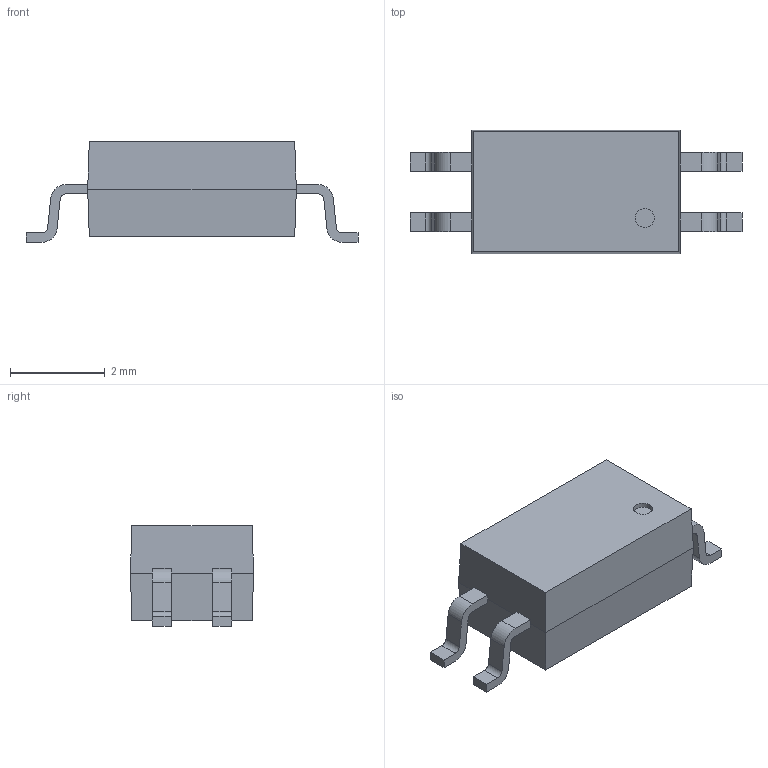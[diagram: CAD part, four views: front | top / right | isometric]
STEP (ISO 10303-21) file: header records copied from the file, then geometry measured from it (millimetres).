
FILE_DESCRIPTION (( 'STEP AP214' ), '1' );
FILE_NAME ('4-SOIC.STEP', '2018-02-01T21:00:54', ( '' ), ( '' ), 'SwSTEP 2.0', 'SolidWorks 2016', '' );
FILE_SCHEMA (( 'AUTOMOTIVE_DESIGN' ));
Length unit declared in the file: millimetre
Products named in the file (1): 4-SOIC
Bounding box: 7 x 2.6 x 2.12 mm (x, y, z)
Volume: 23 mm3; surface area: 59.7 mm2
Topology: 1 solids, 1 shells, 65 faces, 182 edges, 120 vertices
Faces by surface type: plane 47, cylinder 18
Entity records: 2829 total; most frequent: CARTESIAN_POINT 368, ORIENTED_EDGE 364, DIRECTION 350, EDGE_CURVE 182, VECTOR 146, LINE 146, VERTEX_POINT 120, AXIS2_PLACEMENT_3D 102
